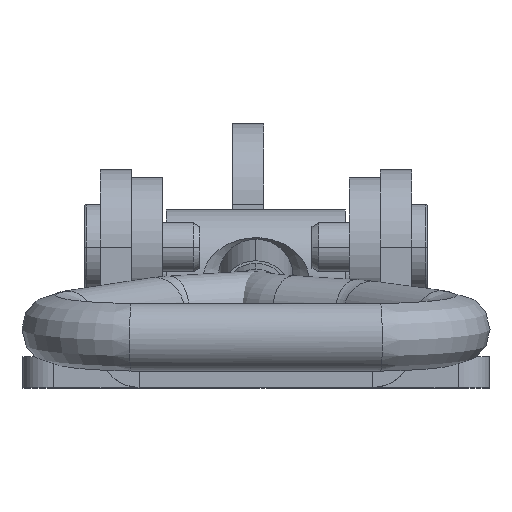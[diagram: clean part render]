
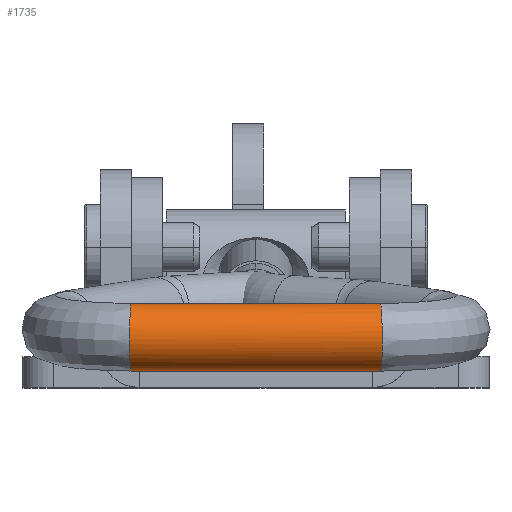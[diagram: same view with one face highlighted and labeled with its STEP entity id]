
A CAD part, top view. The second image highlights one B-rep face of the part: STEP entity #1735.
In plain terms, the highlighted free-form (B-spline) face has degree [3, 1] with [7, 2] control points.
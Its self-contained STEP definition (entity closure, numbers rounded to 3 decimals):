
#287 = CARTESIAN_POINT ( 'NONE',  ( -8., 50.82, -2.18 ) ) ;
#308 = ORIENTED_EDGE ( 'NONE', *, *, #3320, .F. ) ;
#388 = CARTESIAN_POINT ( 'NONE',  ( -8., 50.82, -2.18 ) ) ;
#438 = CARTESIAN_POINT ( 'NONE',  ( 8., 50.82, 2.18 ) ) ;
#591 = ORIENTED_EDGE ( 'NONE', *, *, #3158, .T. ) ;
#678 = CARTESIAN_POINT ( 'NONE',  ( -8., 50.82, -2.18 ) ) ;
#761 = VERTEX_POINT ( 'NONE', #2090 ) ;
#796 = CARTESIAN_POINT ( 'NONE',  ( -8.233, 55.18, -2.18 ) ) ;
#955 = CARTESIAN_POINT ( 'NONE',  ( -8., 50.82, 2.18 ) ) ;
#959 = FACE_OUTER_BOUND ( 'NONE', #3697, .T. ) ;
#1226 = CARTESIAN_POINT ( 'NONE',  ( 8.233, 55.18, -2.18 ) ) ;
#1318 = CARTESIAN_POINT ( 'NONE',  ( 8., 50.82, 2.18 ) ) ;
#1632 = CARTESIAN_POINT ( 'NONE',  ( 8., 50.82, 2.18 ) ) ;
#1689 = CARTESIAN_POINT ( 'NONE',  ( 8., 50.82, 2.18 ) ) ;
#1716 = CARTESIAN_POINT ( 'NONE',  ( 8.233, 55.18, -2.18 ) ) ;
#1734 = CARTESIAN_POINT ( 'NONE',  ( -8., 50.82, 2.18 ) ) ;
#1735 = ADVANCED_FACE ( 'NONE', ( #959 ), #1819, .F. ) ;
#1819 =( BOUNDED_SURFACE ( )  B_SPLINE_SURFACE ( 3, 1, ( 
 ( #438, #3308 ),
 ( #3291, #4503 ),
 ( #5278, #3277 ),
 ( #4535, #388 ),
 ( #1716, #796 ),
 ( #4952, #2087 ),
 ( #1318, #1734 ) ),
 .UNSPECIFIED., .T., .F., .T. ) 
 B_SPLINE_SURFACE_WITH_KNOTS ( ( 4, 3, 4 ),
 ( 2, 2 ),
 ( 0., 0.5, 1. ),
 ( 0., 1. ),
 .UNSPECIFIED. ) 
 GEOMETRIC_REPRESENTATION_ITEM ( )  RATIONAL_B_SPLINE_SURFACE ( (
 ( 1., 1.),
 ( 0.333, 0.333),
 ( 0.333, 0.333),
 ( 1., 1.),
 ( 0.333, 0.333),
 ( 0.333, 0.333),
 ( 1., 1.) ) ) 
 REPRESENTATION_ITEM ( '' )  SURFACE ( )  );
#1909 = EDGE_CURVE ( 'NONE', #2249, #2140, #5220, .T. ) ;
#2087 = CARTESIAN_POINT ( 'NONE',  ( -8.233, 55.18, 2.18 ) ) ;
#2090 = CARTESIAN_POINT ( 'NONE',  ( 8., 50.82, 2.18 ) ) ;
#2140 = VERTEX_POINT ( 'NONE', #4842 ) ;
#2175 = CARTESIAN_POINT ( 'NONE',  ( -8.233, 55.18, 2.18 ) ) ;
#2249 = VERTEX_POINT ( 'NONE', #4721 ) ;
#2361 =( BOUNDED_CURVE ( )  B_SPLINE_CURVE ( 3, ( #3265, #1226, #4081, #1632 ),
 .UNSPECIFIED., .F., .F. ) 
 B_SPLINE_CURVE_WITH_KNOTS ( ( 4, 4 ),
 ( 0.5, 1. ),
 .UNSPECIFIED. ) 
 CURVE ( )  GEOMETRIC_REPRESENTATION_ITEM ( )  RATIONAL_B_SPLINE_CURVE ( ( 1., 0.333, 0.333, 1. ) ) 
 REPRESENTATION_ITEM ( '' )  );
#3013 = CARTESIAN_POINT ( 'NONE',  ( -8.233, 55.18, -2.18 ) ) ;
#3158 = EDGE_CURVE ( 'NONE', #3639, #2140, #3324, .T. ) ;
#3228 = ORIENTED_EDGE ( 'NONE', *, *, #1909, .F. ) ;
#3251 = EDGE_CURVE ( 'NONE', #3639, #761, #2361, .T. ) ;
#3265 = CARTESIAN_POINT ( 'NONE',  ( 8., 50.82, -2.18 ) ) ;
#3277 = CARTESIAN_POINT ( 'NONE',  ( -7.767, 46.46, -2.18 ) ) ;
#3291 = CARTESIAN_POINT ( 'NONE',  ( 7.767, 46.46, 2.18 ) ) ;
#3308 = CARTESIAN_POINT ( 'NONE',  ( -8., 50.82, 2.18 ) ) ;
#3320 = EDGE_CURVE ( 'NONE', #761, #2249, #4823, .T. ) ;
#3324 = B_SPLINE_CURVE_WITH_KNOTS ( 'NONE', 1,
 ( #5175, #287 ),
 .UNSPECIFIED., .F., .F.,
 ( 2, 2 ),
 ( 0., 1. ),
 .UNSPECIFIED. ) ;
#3639 = VERTEX_POINT ( 'NONE', #3781 ) ;
#3697 = EDGE_LOOP ( 'NONE', ( #5071, #591, #3228, #308 ) ) ;
#3781 = CARTESIAN_POINT ( 'NONE',  ( 8., 50.82, -2.18 ) ) ;
#4081 = CARTESIAN_POINT ( 'NONE',  ( 8.233, 55.18, 2.18 ) ) ;
#4135 = CARTESIAN_POINT ( 'NONE',  ( -8., 50.82, 2.18 ) ) ;
#4503 = CARTESIAN_POINT ( 'NONE',  ( -7.767, 46.46, 2.18 ) ) ;
#4535 = CARTESIAN_POINT ( 'NONE',  ( 8., 50.82, -2.18 ) ) ;
#4721 = CARTESIAN_POINT ( 'NONE',  ( -8., 50.82, 2.18 ) ) ;
#4823 = B_SPLINE_CURVE_WITH_KNOTS ( 'NONE', 1,
 ( #1689, #4135 ),
 .UNSPECIFIED., .F., .F.,
 ( 2, 2 ),
 ( 0., 1. ),
 .UNSPECIFIED. ) ;
#4842 = CARTESIAN_POINT ( 'NONE',  ( -8., 50.82, -2.18 ) ) ;
#4952 = CARTESIAN_POINT ( 'NONE',  ( 8.233, 55.18, 2.18 ) ) ;
#5071 = ORIENTED_EDGE ( 'NONE', *, *, #3251, .F. ) ;
#5175 = CARTESIAN_POINT ( 'NONE',  ( 8., 50.82, -2.18 ) ) ;
#5220 =( BOUNDED_CURVE ( )  B_SPLINE_CURVE ( 3, ( #955, #2175, #3013, #678 ),
 .UNSPECIFIED., .F., .T. ) 
 B_SPLINE_CURVE_WITH_KNOTS ( ( 4, 4 ),
 ( 0., 0.5 ),
 .UNSPECIFIED. ) 
 CURVE ( )  GEOMETRIC_REPRESENTATION_ITEM ( )  RATIONAL_B_SPLINE_CURVE ( ( 1., 0.333, 0.333, 1. ) ) 
 REPRESENTATION_ITEM ( '' )  );
#5278 = CARTESIAN_POINT ( 'NONE',  ( 7.767, 46.46, -2.18 ) ) ;
